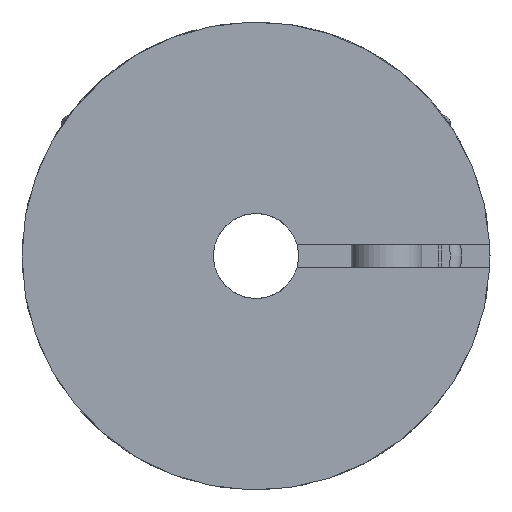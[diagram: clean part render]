
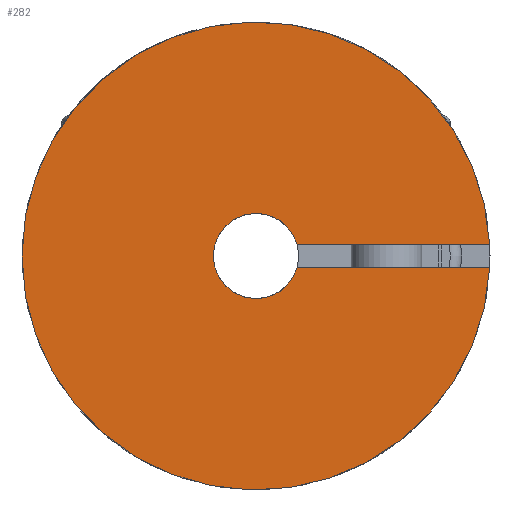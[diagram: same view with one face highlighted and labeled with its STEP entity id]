
A CAD part, left-side view. The second image highlights one B-rep face of the part: STEP entity #282.
In plain terms, the highlighted planar face has unit normal (-1, 0, 0).
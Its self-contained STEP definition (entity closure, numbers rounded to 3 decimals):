
#282 = ADVANCED_FACE( '', ( #687 ), #688, .F. );
#687 = FACE_OUTER_BOUND( '', #1208, .T. );
#688 = PLANE( '', #1209 );
#1208 = EDGE_LOOP( '', ( #1909, #1910, #1911, #1912 ) );
#1209 = AXIS2_PLACEMENT_3D( '', #1913, #1914, #1915 );
#1909 = ORIENTED_EDGE( '', *, *, #2652, .T. );
#1910 = ORIENTED_EDGE( '', *, *, #2653, .F. );
#1911 = ORIENTED_EDGE( '', *, *, #2539, .T. );
#1912 = ORIENTED_EDGE( '', *, *, #2523, .T. );
#1913 = CARTESIAN_POINT( '', ( -15., 0., 0. ) );
#1914 = DIRECTION( '', ( 1., 0., 0. ) );
#1915 = DIRECTION( '', ( 0., 0., 1. ) );
#2523 = EDGE_CURVE( '', #2916, #2914, #2917, .T. );
#2539 = EDGE_CURVE( '', #2943, #2916, #2944, .T. );
#2652 = EDGE_CURVE( '', #2914, #3118, #3119, .T. );
#2653 = EDGE_CURVE( '', #2943, #3118, #3120, .T. );
#2914 = VERTEX_POINT( '', #3742 );
#2916 = VERTEX_POINT( '', #3745 );
#2917 = CIRCLE( '', #3746, 8.25 );
#2943 = VERTEX_POINT( '', #3971 );
#2944 = LINE( '', #3972, #3973 );
#3118 = VERTEX_POINT( '', #4175 );
#3119 = LINE( '', #4176, #4177 );
#3120 = CIRCLE( '', #4178, 1.5 );
#3742 = CARTESIAN_POINT( '', ( -15., -8.24, -0.4 ) );
#3745 = CARTESIAN_POINT( '', ( -15., -8.24, 0.4 ) );
#3746 = AXIS2_PLACEMENT_3D( '', #4690, #4691, #4692 );
#3971 = CARTESIAN_POINT( '', ( -15., -1.446, 0.4 ) );
#3972 = CARTESIAN_POINT( '', ( -15., -2.468, 0.4 ) );
#3973 = VECTOR( '', #4707, 1000. );
#4175 = CARTESIAN_POINT( '', ( -15., -1.446, -0.4 ) );
#4176 = CARTESIAN_POINT( '', ( -15., -2.468, -0.4 ) );
#4177 = VECTOR( '', #4868, 1000. );
#4178 = AXIS2_PLACEMENT_3D( '', #4869, #4870, #4871 );
#4690 = CARTESIAN_POINT( '', ( -15., 0., 0. ) );
#4691 = DIRECTION( '', ( -1., 0., 0. ) );
#4692 = DIRECTION( '', ( 0., -1., 0. ) );
#4707 = DIRECTION( '', ( 0., -1., 0. ) );
#4868 = DIRECTION( '', ( 0., 1., 0. ) );
#4869 = CARTESIAN_POINT( '', ( -15., 0., 0. ) );
#4870 = DIRECTION( '', ( -1., 0., 0. ) );
#4871 = DIRECTION( '', ( 0., -1., 0. ) );
